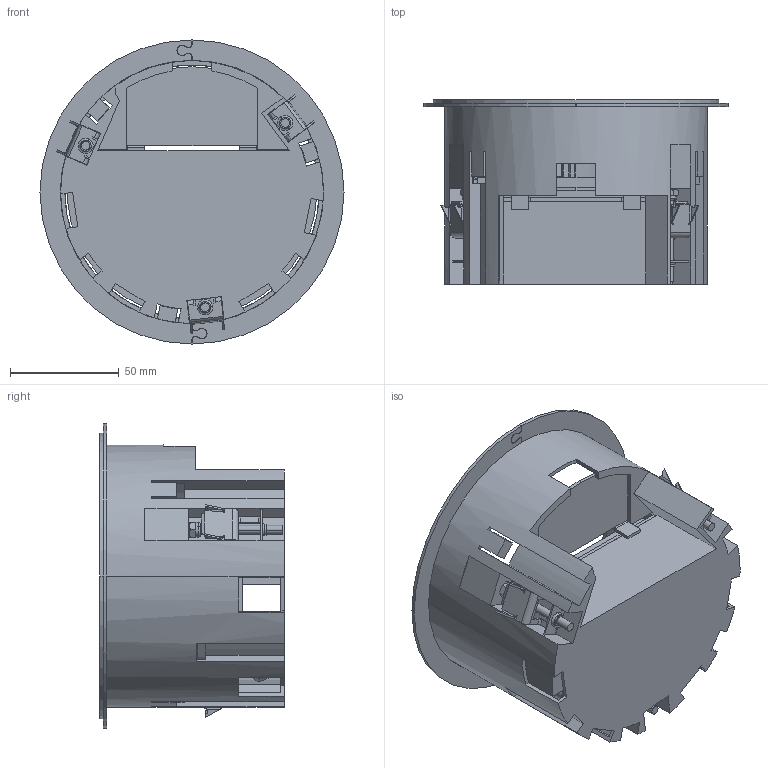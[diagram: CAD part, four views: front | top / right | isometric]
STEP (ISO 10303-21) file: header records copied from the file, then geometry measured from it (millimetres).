
FILE_DESCRIPTION (( 'STEP AP214' ), '1' );
FILE_NAME ('7408832.STEP', '2019-11-29T11:27:10', ( '' ), ( '' ), 'SwSTEP 2.0', 'SolidWorks 2018', '' );
FILE_SCHEMA (( 'AUTOMOTIVE_DESIGN' ));
Length unit declared in the file: millimetre
Products named in the file (12): 088046_39406981; 39406352_Standard; 102900_Standard; 42760L_Standard; 102900T1_Standard; 7408832; 088884_Standard; 088062_Standard; 044159_Standard; 114305_Standard; 43620A_Standard; 044181_
Assembly tree (18 placements, depth 3):
  7408832
    114305_Standard
      088046_39406981
      044159_Standard  x3
      42760L_Standard  x3
      39406352_Standard  x3
    088062_Standard
    43620A_Standard
    088884_Standard
    102900_Standard
      102900T1_Standard  x2
    044181_
Bounding box: 139.6 x 84.7 x 139.6 mm (x, y, z)
Volume: 182346.5 mm3; surface area: 142390 mm2
Topology: 16 solids, 16 shells, 923 faces, 2337 edges, 1451 vertices
Faces by surface type: plane 597, cylinder 230, cone 58, torus 20, bspline 18
Entity records: 21689 total; most frequent: CARTESIAN_POINT 4114, ORIENTED_EDGE 3366, DIRECTION 3259, EDGE_CURVE 1683, VECTOR 1103, LINE 1103, AXIS2_PLACEMENT_3D 1078, VERTEX_POINT 1069
